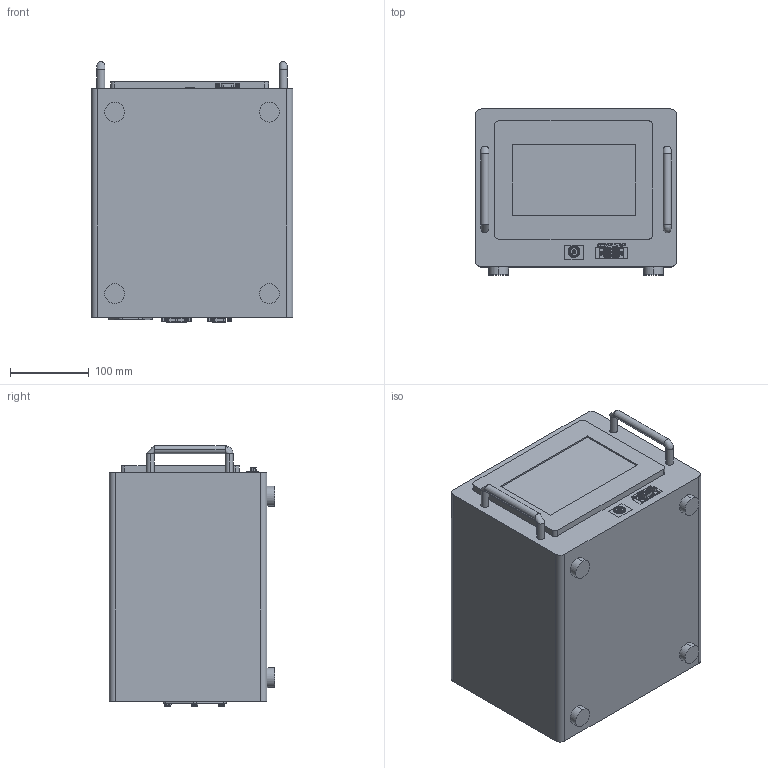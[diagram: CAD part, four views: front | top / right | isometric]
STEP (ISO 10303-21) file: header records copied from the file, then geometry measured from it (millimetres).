
FILE_DESCRIPTION (( 'STEP AP203' ), '1' );
FILE_NAME ('528251.STEP', '2022-05-06T08:47:42', ( '' ), ( '' ), 'SwSTEP 2.0', 'SolidWorks 2020', '' );
FILE_SCHEMA (( 'CONFIG_CONTROL_DESIGN' ));
Products named in the file (1): 528251
Bounding box: 256 x 210 x 330.3 mm (x, y, z)
Volume: 15206666.5 mm3; surface area: 452205.9 mm2
Topology: 87 solids, 87 shells, 4580 faces, 10710 edges, 6460 vertices
Faces by surface type: cylinder 1681, plane 1611, cone 398, torus 364, sphere 280, bspline 246
Entity records: 180370 total; most frequent: CARTESIAN_POINT 96604, ORIENTED_EDGE 20996, EDGE_CURVE 10498, DIRECTION 10010, B_SPLINE_CURVE_WITH_KNOTS 9218, VERTEX_POINT 6460, EDGE_LOOP 5144, FACE_OUTER_BOUND 4580
